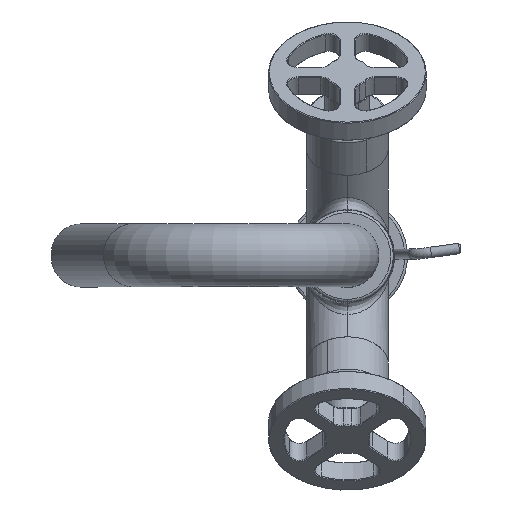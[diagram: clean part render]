
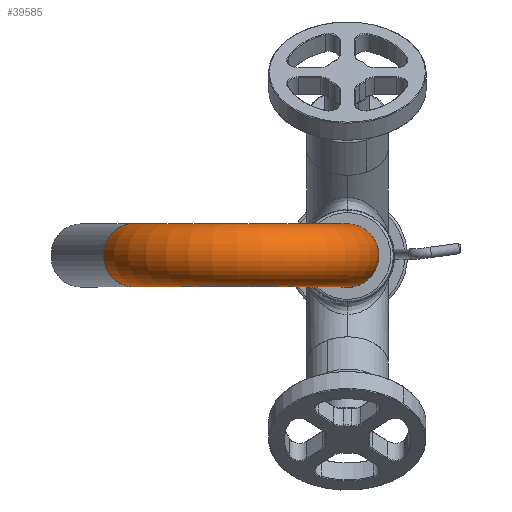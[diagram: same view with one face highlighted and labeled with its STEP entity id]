
A CAD part, top view. The second image highlights one B-rep face of the part: STEP entity #39585.
In plain terms, the highlighted toroidal (fillet/blend) face has major radius 42 mm and minor radius 12 mm.
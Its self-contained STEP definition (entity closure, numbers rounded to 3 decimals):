
#39464=CARTESIAN_POINT('Vertex',(-81.467,12.,229.915)) ;
#39473=CARTESIAN_POINT('Vertex',(-81.467,-12.,229.915)) ;
#39495=CARTESIAN_POINT('Axis2P3D Location',(-42.,0.,215.55)) ;
#39504=CARTESIAN_POINT('Vertex',(0.,12.,215.55)) ;
#39506=CARTESIAN_POINT('Vertex',(0.,-12.,215.55)) ;
#39509=CARTESIAN_POINT('Axis2P3D Location',(-42.,-12.,215.55)) ;
#39514=CARTESIAN_POINT('Axis2P3D Location',(-42.,12.,215.55)) ;
#39557=CARTESIAN_POINT('Axis2P3D Location',(-81.467,0.,229.915)) ;
#39574=CARTESIAN_POINT('Axis2P3D Location',(0.,0.,215.55)) ;
#39496=DIRECTION('Axis2P3D Direction',(0.,1.,0.)) ;
#39497=DIRECTION('Axis2P3D XDirection',(-0.94,0.,0.342)) ;
#39510=DIRECTION('Axis2P3D Direction',(0.,1.,-0.)) ;
#39515=DIRECTION('Axis2P3D Direction',(0.,1.,-0.)) ;
#39558=DIRECTION('Axis2P3D Direction',(-0.342,0.,-0.94)) ;
#39575=DIRECTION('Axis2P3D Direction',(0.,0.,1.)) ;
#39498=AXIS2_PLACEMENT_3D('Torus Axis2P3D',#39495,#39496,#39497) ;
#39511=AXIS2_PLACEMENT_3D('Circle Axis2P3D',#39509,#39510,$) ;
#39516=AXIS2_PLACEMENT_3D('Circle Axis2P3D',#39514,#39515,$) ;
#39559=AXIS2_PLACEMENT_3D('Circle Axis2P3D',#39557,#39558,$) ;
#39576=AXIS2_PLACEMENT_3D('Circle Axis2P3D',#39574,#39575,$) ;
#39512=CIRCLE('generated circle',#39511,42.) ;
#39517=CIRCLE('generated circle',#39516,42.) ;
#39560=CIRCLE('generated circle',#39559,12.) ;
#39577=CIRCLE('generated circle',#39576,12.) ;
#39499=TOROIDAL_SURFACE('homeo Torus',#39498,42.,12.) ;
#39513=EDGE_CURVE('',#39474,#39507,#39512,.T.) ;
#39518=EDGE_CURVE('',#39465,#39505,#39517,.T.) ;
#39561=EDGE_CURVE('',#39474,#39465,#39560,.T.) ;
#39578=EDGE_CURVE('',#39507,#39505,#39577,.T.) ;
#39580=ORIENTED_EDGE('',*,*,#39578,.T.) ;
#39581=ORIENTED_EDGE('',*,*,#39518,.F.) ;
#39582=ORIENTED_EDGE('',*,*,#39561,.F.) ;
#39583=ORIENTED_EDGE('',*,*,#39513,.T.) ;
#39579=EDGE_LOOP('',(#39580,#39581,#39582,#39583)) ;
#39465=VERTEX_POINT('',#39464) ;
#39474=VERTEX_POINT('',#39473) ;
#39505=VERTEX_POINT('',#39504) ;
#39507=VERTEX_POINT('',#39506) ;
#39585=ADVANCED_FACE('Product1_AllCATPart.1\\BA00051 0_AllCATPart.1\\P42187.1\\PartBody',(#39584),#39499,.T.) ;
#39584=FACE_OUTER_BOUND('',#39579,.T.) ;
